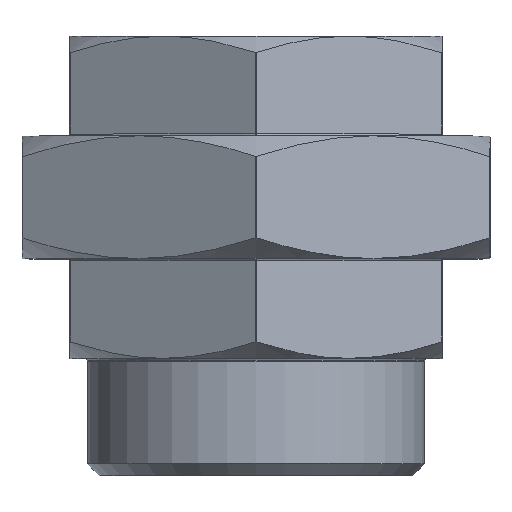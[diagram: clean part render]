
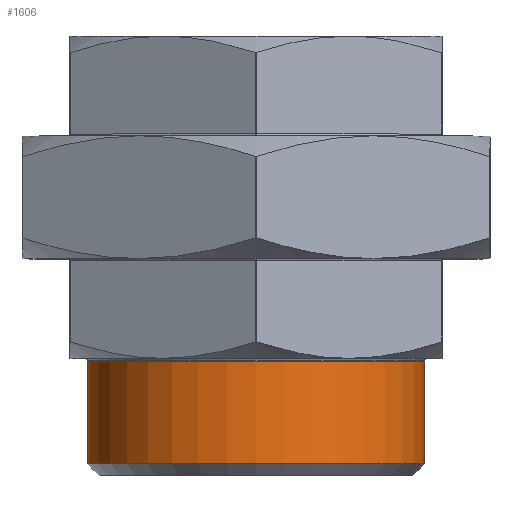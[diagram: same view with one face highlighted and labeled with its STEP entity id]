
A CAD part, top view. The second image highlights one B-rep face of the part: STEP entity #1606.
In plain terms, the highlighted cylindrical face has radius 43.942 mm (diameter 87.884 mm), a full revolution.
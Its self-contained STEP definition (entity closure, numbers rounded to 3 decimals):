
#320=CYLINDRICAL_SURFACE('',#1790,43.942);
#367=FACE_BOUND('',#594,.T.);
#467=FACE_OUTER_BOUND('',#593,.T.);
#593=EDGE_LOOP('',(#1433));
#594=EDGE_LOOP('',(#1434));
#674=CIRCLE('',#1789,43.942);
#675=CIRCLE('',#1791,43.942);
#823=VERTEX_POINT('',#3304);
#824=VERTEX_POINT('',#3307);
#1042=EDGE_CURVE('',#823,#823,#674,.T.);
#1043=EDGE_CURVE('',#824,#824,#675,.T.);
#1433=ORIENTED_EDGE('',*,*,#1043,.T.);
#1434=ORIENTED_EDGE('',*,*,#1042,.F.);
#1606=ADVANCED_FACE('',(#467,#367),#320,.T.);
#1789=AXIS2_PLACEMENT_3D('',#3305,#2204,#2205);
#1790=AXIS2_PLACEMENT_3D('',#3306,#2206,#2207);
#1791=AXIS2_PLACEMENT_3D('',#3308,#2208,#2209);
#2204=DIRECTION('center_axis',(0.,-1.,0.));
#2205=DIRECTION('ref_axis',(1.,0.,0.));
#2206=DIRECTION('center_axis',(0.,-1.,0.));
#2207=DIRECTION('ref_axis',(1.,0.,0.));
#2208=DIRECTION('center_axis',(0.,-1.,0.));
#2209=DIRECTION('ref_axis',(1.,0.,0.));
#3304=CARTESIAN_POINT('',(-43.942,-69.4,0.));
#3305=CARTESIAN_POINT('Origin',(0.,-69.4,0.));
#3306=CARTESIAN_POINT('Origin',(0.,-42.,0.));
#3307=CARTESIAN_POINT('',(-43.942,-42.7,0.));
#3308=CARTESIAN_POINT('Origin',(0.,-42.7,0.));
